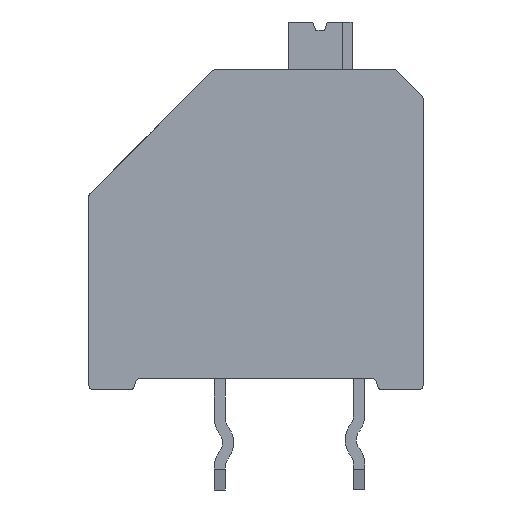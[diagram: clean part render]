
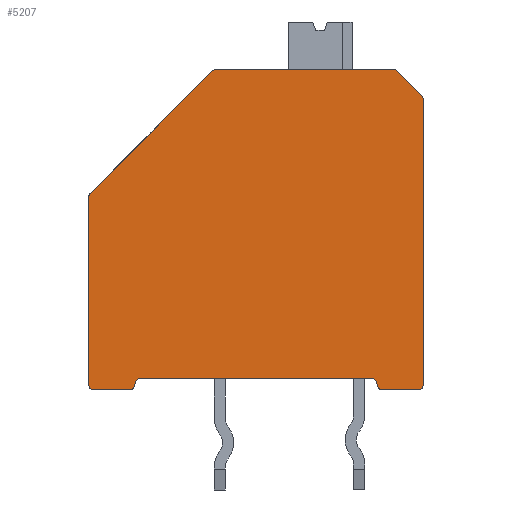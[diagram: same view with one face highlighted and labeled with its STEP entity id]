
A CAD part, front view. The second image highlights one B-rep face of the part: STEP entity #5207.
In plain terms, the highlighted planar face has unit normal (0, -1, 0).
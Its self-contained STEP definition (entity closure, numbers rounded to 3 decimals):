
#167=CIRCLE('',#5399,0.17);
#168=CIRCLE('',#5401,0.17);
#169=CIRCLE('',#5404,0.17);
#170=CIRCLE('',#5407,0.17);
#171=CIRCLE('',#5409,0.17);
#174=CIRCLE('',#5415,0.17);
#187=CIRCLE('',#5453,0.17);
#188=CIRCLE('',#5461,0.17);
#191=CIRCLE('',#5467,0.17);
#196=CIRCLE('',#5484,0.17);
#587=ORIENTED_EDGE('',*,*,#1460,.F.);
#588=ORIENTED_EDGE('',*,*,#1472,.T.);
#589=ORIENTED_EDGE('',*,*,#1492,.T.);
#590=ORIENTED_EDGE('',*,*,#1480,.F.);
#591=ORIENTED_EDGE('',*,*,#1569,.T.);
#592=ORIENTED_EDGE('',*,*,#1572,.F.);
#593=ORIENTED_EDGE('',*,*,#1571,.T.);
#594=ORIENTED_EDGE('',*,*,#1476,.T.);
#595=ORIENTED_EDGE('',*,*,#1469,.F.);
#596=ORIENTED_EDGE('',*,*,#1554,.T.);
#597=ORIENTED_EDGE('',*,*,#1555,.T.);
#598=ORIENTED_EDGE('',*,*,#1463,.T.);
#599=ORIENTED_EDGE('',*,*,#1481,.F.);
#600=ORIENTED_EDGE('',*,*,#1466,.T.);
#601=ORIENTED_EDGE('',*,*,#1595,.F.);
#602=ORIENTED_EDGE('',*,*,#1600,.T.);
#603=ORIENTED_EDGE('',*,*,#1557,.F.);
#604=ORIENTED_EDGE('',*,*,#1577,.T.);
#605=ORIENTED_EDGE('',*,*,#1530,.T.);
#606=ORIENTED_EDGE('',*,*,#1486,.T.);
#1460=EDGE_CURVE('',#2017,#2018,#2379,.T.);
#1463=EDGE_CURVE('',#2020,#2019,#167,.T.);
#1466=EDGE_CURVE('',#2022,#2021,#168,.T.);
#1469=EDGE_CURVE('',#2023,#2024,#2386,.T.);
#1472=EDGE_CURVE('',#2017,#2025,#169,.T.);
#1476=EDGE_CURVE('',#2028,#2024,#170,.T.);
#1480=EDGE_CURVE('',#2030,#2029,#171,.T.);
#1481=EDGE_CURVE('',#2022,#2019,#2395,.T.);
#1486=EDGE_CURVE('',#2035,#2018,#174,.T.);
#1492=EDGE_CURVE('',#2025,#2029,#2401,.T.);
#1530=EDGE_CURVE('',#2068,#2035,#2432,.T.);
#1554=EDGE_CURVE('',#2023,#2084,#187,.T.);
#1555=EDGE_CURVE('',#2084,#2020,#2445,.T.);
#1557=EDGE_CURVE('',#2085,#2086,#2447,.T.);
#1569=EDGE_CURVE('',#2030,#2092,#2459,.T.);
#1571=EDGE_CURVE('',#2093,#2028,#2461,.T.);
#1572=EDGE_CURVE('',#2093,#2092,#188,.T.);
#1577=EDGE_CURVE('',#2085,#2068,#191,.T.);
#1595=EDGE_CURVE('',#2101,#2021,#2475,.T.);
#1600=EDGE_CURVE('',#2101,#2086,#196,.T.);
#2017=VERTEX_POINT('',#7006);
#2018=VERTEX_POINT('',#7008);
#2019=VERTEX_POINT('',#7012);
#2020=VERTEX_POINT('',#7014);
#2021=VERTEX_POINT('',#7018);
#2022=VERTEX_POINT('',#7020);
#2023=VERTEX_POINT('',#7024);
#2024=VERTEX_POINT('',#7026);
#2025=VERTEX_POINT('',#7030);
#2028=VERTEX_POINT('',#7040);
#2029=VERTEX_POINT('',#7044);
#2030=VERTEX_POINT('',#7046);
#2035=VERTEX_POINT('',#7061);
#2068=VERTEX_POINT('',#7151);
#2084=VERTEX_POINT('',#7220);
#2085=VERTEX_POINT('',#7226);
#2086=VERTEX_POINT('',#7228);
#2092=VERTEX_POINT('',#7248);
#2093=VERTEX_POINT('',#7252);
#2101=VERTEX_POINT('',#7297);
#2379=LINE('',#7007,#2753);
#2386=LINE('',#7025,#2760);
#2395=LINE('',#7049,#2769);
#2401=LINE('',#7073,#2775);
#2432=LINE('',#7150,#2806);
#2445=LINE('',#7223,#2819);
#2447=LINE('',#7227,#2821);
#2459=LINE('',#7249,#2833);
#2461=LINE('',#7253,#2835);
#2475=LINE('',#7298,#2849);
#2753=VECTOR('',#5828,1000.);
#2760=VECTOR('',#5845,1000.);
#2769=VECTOR('',#5870,1000.);
#2775=VECTOR('',#5894,1000.);
#2806=VECTOR('',#5961,1000.);
#2819=VECTOR('',#6008,1000.);
#2821=VECTOR('',#6012,1000.);
#2833=VECTOR('',#6030,1000.);
#2835=VECTOR('',#6034,1000.);
#2849=VECTOR('',#6094,1000.);
#3163=EDGE_LOOP('',(#587,#588,#589,#590,#591,#592,#593,#594,#595,#596,#597,
#598,#599,#600,#601,#602,#603,#604,#605,#606));
#3387=FACE_BOUND('',#3163,.T.);
#3589=PLANE('',#5483);
#5207=ADVANCED_FACE('',(#3387),#3589,.T.);
#5399=AXIS2_PLACEMENT_3D('',#7013,#5833,#5834);
#5401=AXIS2_PLACEMENT_3D('',#7019,#5839,#5840);
#5404=AXIS2_PLACEMENT_3D('',#7031,#5850,#5851);
#5407=AXIS2_PLACEMENT_3D('',#7039,#5859,#5860);
#5409=AXIS2_PLACEMENT_3D('',#7047,#5866,#5867);
#5415=AXIS2_PLACEMENT_3D('',#7060,#5881,#5882);
#5453=AXIS2_PLACEMENT_3D('',#7221,#6004,#6005);
#5461=AXIS2_PLACEMENT_3D('',#7255,#6037,#6038);
#5467=AXIS2_PLACEMENT_3D('',#7263,#6051,#6052);
#5483=AXIS2_PLACEMENT_3D('',#7305,#6099,#6100);
#5484=AXIS2_PLACEMENT_3D('',#7306,#6101,#6102);
#5828=DIRECTION('',(-1.,0.,0.));
#5833=DIRECTION('',(0.,-1.,0.));
#5834=DIRECTION('',(0.,0.,-1.));
#5839=DIRECTION('',(0.,-1.,0.));
#5840=DIRECTION('',(0.,0.,-1.));
#5845=DIRECTION('',(-1.,0.,0.));
#5850=DIRECTION('',(0.,-1.,0.));
#5851=DIRECTION('',(0.,0.,-1.));
#5859=DIRECTION('',(0.,-1.,0.));
#5860=DIRECTION('',(0.,0.,-1.));
#5866=DIRECTION('',(0.,-1.,0.));
#5867=DIRECTION('',(0.,0.,-1.));
#5870=DIRECTION('',(0.707,0.,-0.707));
#5881=DIRECTION('',(0.,-1.,0.));
#5882=DIRECTION('',(0.,0.,-1.));
#5894=DIRECTION('',(0.259,0.,0.966));
#5961=DIRECTION('',(0.,0.,-1.));
#6004=DIRECTION('',(0.,-1.,0.));
#6005=DIRECTION('',(0.,0.,-1.));
#6008=DIRECTION('',(0.,0.,1.));
#6012=DIRECTION('',(0.707,0.,0.707));
#6030=DIRECTION('',(1.,0.,0.));
#6034=DIRECTION('',(0.259,0.,-0.966));
#6037=DIRECTION('',(0.,-1.,0.));
#6038=DIRECTION('',(0.,0.,-1.));
#6051=DIRECTION('',(0.,-1.,0.));
#6052=DIRECTION('',(0.,0.,-1.));
#6094=DIRECTION('',(1.,0.,0.));
#6099=DIRECTION('',(0.,-1.,0.));
#6100=DIRECTION('',(0.,0.,-1.));
#6101=DIRECTION('',(0.,-1.,0.));
#6102=DIRECTION('',(0.,0.,-1.));
#7006=CARTESIAN_POINT('',(1.47,-5.31,-0.17));
#7007=CARTESIAN_POINT('',(6.,-5.31,-0.17));
#7008=CARTESIAN_POINT('',(0.17,-5.31,-0.17));
#7012=CARTESIAN_POINT('',(11.95,-5.31,10.38));
#7013=CARTESIAN_POINT('',(11.83,-5.31,10.26));
#7014=CARTESIAN_POINT('',(12.,-5.31,10.26));
#7018=CARTESIAN_POINT('',(10.93,-5.31,11.33));
#7019=CARTESIAN_POINT('',(10.93,-5.31,11.16));
#7020=CARTESIAN_POINT('',(11.05,-5.31,11.28));
#7024=CARTESIAN_POINT('',(11.83,-5.31,-0.17));
#7025=CARTESIAN_POINT('',(6.,-5.31,-0.17));
#7026=CARTESIAN_POINT('',(10.53,-5.31,-0.17));
#7030=CARTESIAN_POINT('',(1.634,-5.31,-0.044));
#7031=CARTESIAN_POINT('',(1.47,-5.31,0.));
#7039=CARTESIAN_POINT('',(10.53,-5.31,0.));
#7040=CARTESIAN_POINT('',(10.366,-5.31,-0.044));
#7044=CARTESIAN_POINT('',(1.673,-5.31,0.104));
#7046=CARTESIAN_POINT('',(1.838,-5.31,0.23));
#7047=CARTESIAN_POINT('',(1.838,-5.31,0.06));
#7049=CARTESIAN_POINT('',(11.5,-5.31,10.83));
#7060=CARTESIAN_POINT('',(0.17,-5.31,0.));
#7061=CARTESIAN_POINT('',(0.,-5.31,0.));
#7073=CARTESIAN_POINT('',(1.707,-5.31,0.23));
#7150=CARTESIAN_POINT('',(0.,-5.31,13.03));
#7151=CARTESIAN_POINT('',(0.,-5.31,6.76));
#7220=CARTESIAN_POINT('',(12.,-5.31,0.));
#7221=CARTESIAN_POINT('',(11.83,-5.31,0.));
#7223=CARTESIAN_POINT('',(12.,-5.31,-3.77));
#7226=CARTESIAN_POINT('',(0.05,-5.31,6.88));
#7227=CARTESIAN_POINT('',(1.847,-5.31,8.677));
#7228=CARTESIAN_POINT('',(4.45,-5.31,11.28));
#7248=CARTESIAN_POINT('',(10.162,-5.31,0.23));
#7249=CARTESIAN_POINT('',(10.493,-5.31,0.23));
#7252=CARTESIAN_POINT('',(10.327,-5.31,0.104));
#7253=CARTESIAN_POINT('',(10.774,-5.31,-1.566));
#7255=CARTESIAN_POINT('',(10.162,-5.31,0.06));
#7263=CARTESIAN_POINT('',(0.17,-5.31,6.76));
#7297=CARTESIAN_POINT('',(4.57,-5.31,11.33));
#7298=CARTESIAN_POINT('',(4.5,-5.31,11.33));
#7305=CARTESIAN_POINT('',(0.,-5.31,0.));
#7306=CARTESIAN_POINT('',(4.57,-5.31,11.16));
